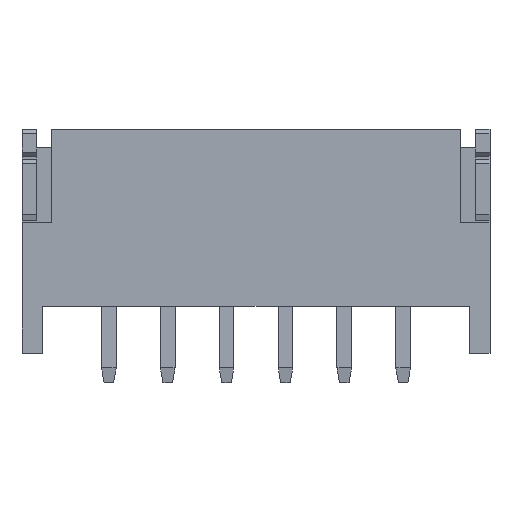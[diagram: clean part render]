
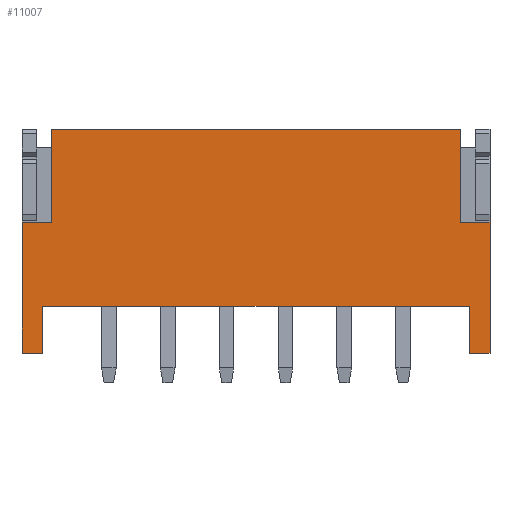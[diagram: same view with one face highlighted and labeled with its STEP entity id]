
A CAD part, front view. The second image highlights one B-rep face of the part: STEP entity #11007.
In plain terms, the highlighted planar face has unit normal (0, -1, 0).
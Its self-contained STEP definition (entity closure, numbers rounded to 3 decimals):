
#12 = EDGE_CURVE ( 'NONE', #5316, #5230, #14317, .T. ) ;
#290 = LINE ( 'NONE', #3418, #7307 ) ;
#411 = CARTESIAN_POINT ( 'NONE',  ( 15.2, 0., -7.6 ) ) ;
#756 = VECTOR ( 'NONE', #936, 1000. ) ;
#828 = EDGE_CURVE ( 'NONE', #5323, #6762, #1886, .T. ) ;
#936 = DIRECTION ( 'NONE',  ( -1., 0., 0. ) ) ;
#1204 = ORIENTED_EDGE ( 'NONE', *, *, #13695, .F. ) ;
#1309 = CARTESIAN_POINT ( 'NONE',  ( 0., 0., 0. ) ) ;
#1330 = ORIENTED_EDGE ( 'NONE', *, *, #12730, .F. ) ;
#1845 = ORIENTED_EDGE ( 'NONE', *, *, #14043, .F. ) ;
#1886 = LINE ( 'NONE', #1309, #2057 ) ;
#2044 = VERTEX_POINT ( 'NONE', #14807 ) ;
#2057 = VECTOR ( 'NONE', #9584, 1000. ) ;
#2928 = DIRECTION ( 'NONE',  ( 0., 0., 1. ) ) ;
#3186 = ORIENTED_EDGE ( 'NONE', *, *, #11587, .T. ) ;
#3317 = CARTESIAN_POINT ( 'NONE',  ( 15.9, 0., -6. ) ) ;
#3418 = CARTESIAN_POINT ( 'NONE',  ( 0.7, 0., 0. ) ) ;
#3526 = CARTESIAN_POINT ( 'NONE',  ( 10.84, 0., -3.16 ) ) ;
#3538 = EDGE_CURVE ( 'NONE', #7739, #5230, #9254, .T. ) ;
#3585 = VECTOR ( 'NONE', #6707, 1000. ) ;
#3957 = VERTEX_POINT ( 'NONE', #411 ) ;
#4059 = DIRECTION ( 'NONE',  ( 0., 0., 1. ) ) ;
#4440 = ORIENTED_EDGE ( 'NONE', *, *, #10334, .F. ) ;
#4479 = DIRECTION ( 'NONE',  ( 0., 0., -1. ) ) ;
#4547 = DIRECTION ( 'NONE',  ( 1., 0., 0. ) ) ;
#4565 = DIRECTION ( 'NONE',  ( -1., 0., 0. ) ) ;
#4696 = VECTOR ( 'NONE', #7685, 1000. ) ;
#4817 = VECTOR ( 'NONE', #4479, 1000. ) ;
#4919 = ORIENTED_EDGE ( 'NONE', *, *, #828, .T. ) ;
#5055 = CARTESIAN_POINT ( 'NONE',  ( 14.9, 0., -3.16 ) ) ;
#5230 = VERTEX_POINT ( 'NONE', #5636 ) ;
#5316 = VERTEX_POINT ( 'NONE', #13707 ) ;
#5323 = VERTEX_POINT ( 'NONE', #9081 ) ;
#5344 = AXIS2_PLACEMENT_3D ( 'NONE', #9341, #13810, #10351 ) ;
#5636 = CARTESIAN_POINT ( 'NONE',  ( 1., 0., 0. ) ) ;
#5663 = EDGE_LOOP ( 'NONE', ( #10546, #8347, #12621, #4919, #3186, #1330, #1845, #12302, #11372, #4440, #1204, #12883 ) ) ;
#5724 = PLANE ( 'NONE',  #5344 ) ;
#5819 = LINE ( 'NONE', #8936, #4696 ) ;
#5851 = VECTOR ( 'NONE', #4565, 1000. ) ;
#6093 = VECTOR ( 'NONE', #10234, 1000. ) ;
#6227 = LINE ( 'NONE', #10135, #13347 ) ;
#6589 = DIRECTION ( 'NONE',  ( 0., 0., -1. ) ) ;
#6707 = DIRECTION ( 'NONE',  ( -1., 0., 0. ) ) ;
#6762 = VERTEX_POINT ( 'NONE', #8815 ) ;
#6800 = CARTESIAN_POINT ( 'NONE',  ( 15.9, 0., 0. ) ) ;
#7246 = VERTEX_POINT ( 'NONE', #9543 ) ;
#7256 = LINE ( 'NONE', #3317, #3585 ) ;
#7307 = VECTOR ( 'NONE', #9243, 1000. ) ;
#7416 = EDGE_CURVE ( 'NONE', #5316, #5323, #5819, .T. ) ;
#7685 = DIRECTION ( 'NONE',  ( -1., 0., 0. ) ) ;
#7739 = VERTEX_POINT ( 'NONE', #12827 ) ;
#7982 = LINE ( 'NONE', #6800, #4817 ) ;
#8035 = VERTEX_POINT ( 'NONE', #8615 ) ;
#8347 = ORIENTED_EDGE ( 'NONE', *, *, #12, .F. ) ;
#8601 = VECTOR ( 'NONE', #2928, 1000. ) ;
#8615 = CARTESIAN_POINT ( 'NONE',  ( 15.9, 0., -3.16 ) ) ;
#8791 = EDGE_CURVE ( 'NONE', #2044, #3957, #6227, .T. ) ;
#8815 = CARTESIAN_POINT ( 'NONE',  ( 0., 0., -7.6 ) ) ;
#8936 = CARTESIAN_POINT ( 'NONE',  ( 5.06, 0., -3.16 ) ) ;
#9081 = CARTESIAN_POINT ( 'NONE',  ( 0., 0., -3.16 ) ) ;
#9186 = EDGE_CURVE ( 'NONE', #10554, #3957, #10080, .T. ) ;
#9243 = DIRECTION ( 'NONE',  ( 0., 0., -1. ) ) ;
#9254 = LINE ( 'NONE', #10279, #756 ) ;
#9341 = CARTESIAN_POINT ( 'NONE',  ( 15.9, 0., 0. ) ) ;
#9543 = CARTESIAN_POINT ( 'NONE',  ( 0.7, 0., -7.6 ) ) ;
#9584 = DIRECTION ( 'NONE',  ( 0., 0., -1. ) ) ;
#9644 = FACE_OUTER_BOUND ( 'NONE', #5663, .T. ) ;
#9685 = VECTOR ( 'NONE', #4547, 1000. ) ;
#9718 = CARTESIAN_POINT ( 'NONE',  ( 1., 0., -3.16 ) ) ;
#9954 = CARTESIAN_POINT ( 'NONE',  ( 14.9, 0., -3.16 ) ) ;
#10080 = LINE ( 'NONE', #10444, #5851 ) ;
#10118 = CARTESIAN_POINT ( 'NONE',  ( 0.7, 0., -6. ) ) ;
#10135 = CARTESIAN_POINT ( 'NONE',  ( 15.2, 0., 0. ) ) ;
#10234 = DIRECTION ( 'NONE',  ( 1., 0., 0. ) ) ;
#10279 = CARTESIAN_POINT ( 'NONE',  ( 15.9, 0., 0. ) ) ;
#10334 = EDGE_CURVE ( 'NONE', #8035, #10554, #7982, .T. ) ;
#10351 = DIRECTION ( 'NONE',  ( 0., 0., 1. ) ) ;
#10444 = CARTESIAN_POINT ( 'NONE',  ( 15.9, 0., -7.6 ) ) ;
#10546 = ORIENTED_EDGE ( 'NONE', *, *, #3538, .T. ) ;
#10554 = VERTEX_POINT ( 'NONE', #13398 ) ;
#10608 = EDGE_CURVE ( 'NONE', #12410, #7739, #13821, .T. ) ;
#11007 = ADVANCED_FACE ( 'NONE', ( #9644 ), #5724, .F. ) ;
#11285 = VECTOR ( 'NONE', #4059, 1000. ) ;
#11372 = ORIENTED_EDGE ( 'NONE', *, *, #9186, .F. ) ;
#11587 = EDGE_CURVE ( 'NONE', #6762, #7246, #14285, .T. ) ;
#12302 = ORIENTED_EDGE ( 'NONE', *, *, #8791, .T. ) ;
#12410 = VERTEX_POINT ( 'NONE', #5055 ) ;
#12604 = LINE ( 'NONE', #3526, #9685 ) ;
#12621 = ORIENTED_EDGE ( 'NONE', *, *, #7416, .T. ) ;
#12730 = EDGE_CURVE ( 'NONE', #15140, #7246, #290, .T. ) ;
#12827 = CARTESIAN_POINT ( 'NONE',  ( 14.9, 0., 0. ) ) ;
#12883 = ORIENTED_EDGE ( 'NONE', *, *, #10608, .T. ) ;
#13347 = VECTOR ( 'NONE', #6589, 1000. ) ;
#13398 = CARTESIAN_POINT ( 'NONE',  ( 15.9, 0., -7.6 ) ) ;
#13604 = CARTESIAN_POINT ( 'NONE',  ( 0., 0., -7.6 ) ) ;
#13695 = EDGE_CURVE ( 'NONE', #12410, #8035, #12604, .T. ) ;
#13707 = CARTESIAN_POINT ( 'NONE',  ( 1., 0., -3.16 ) ) ;
#13810 = DIRECTION ( 'NONE',  ( 0., 1., 0. ) ) ;
#13821 = LINE ( 'NONE', #9954, #8601 ) ;
#14043 = EDGE_CURVE ( 'NONE', #2044, #15140, #7256, .T. ) ;
#14285 = LINE ( 'NONE', #13604, #6093 ) ;
#14317 = LINE ( 'NONE', #9718, #11285 ) ;
#14807 = CARTESIAN_POINT ( 'NONE',  ( 15.2, 0., -6. ) ) ;
#15140 = VERTEX_POINT ( 'NONE', #10118 ) ;
